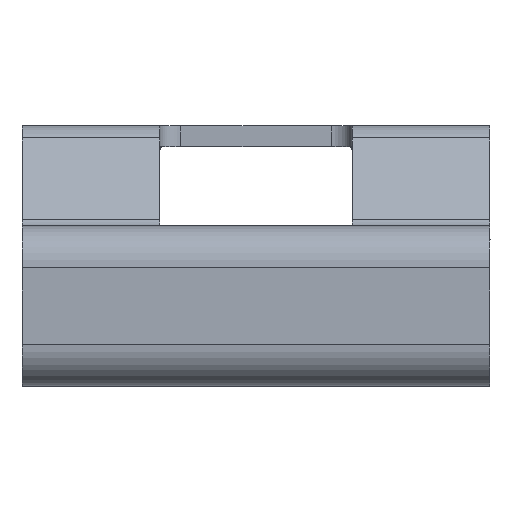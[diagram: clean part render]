
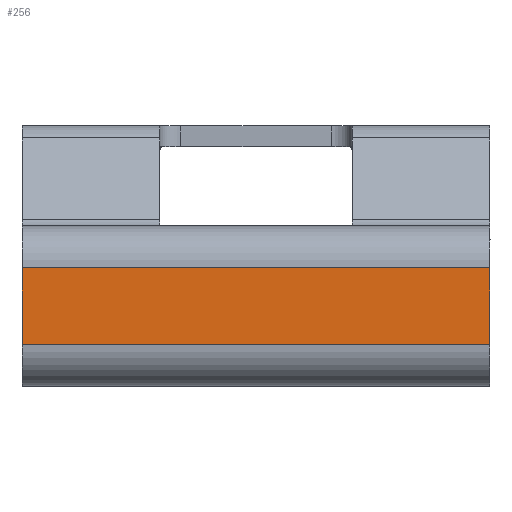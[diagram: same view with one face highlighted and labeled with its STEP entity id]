
A CAD part, left-side view. The second image highlights one B-rep face of the part: STEP entity #256.
In plain terms, the highlighted planar face has unit normal (-1, 0, 0).
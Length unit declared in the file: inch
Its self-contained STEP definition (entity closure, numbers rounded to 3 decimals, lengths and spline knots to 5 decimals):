
#256=ADVANCED_FACE('',(#366),#300,.T.);
#300=PLANE('',#1673);
#366=FACE_OUTER_BOUND('',#438,.T.);
#438=EDGE_LOOP('',(#801,#802,#803,#804));
#801=ORIENTED_EDGE('',*,*,#1216,.T.);
#802=ORIENTED_EDGE('',*,*,#1208,.F.);
#803=ORIENTED_EDGE('',*,*,#1215,.F.);
#804=ORIENTED_EDGE('',*,*,#1223,.T.);
#1007=VERTEX_POINT('',#2491);
#1008=VERTEX_POINT('',#2493);
#1014=VERTEX_POINT('',#2507);
#1015=VERTEX_POINT('',#2511);
#1208=EDGE_CURVE('',#1008,#1007,#1368,.T.);
#1215=EDGE_CURVE('',#1014,#1008,#1373,.T.);
#1216=EDGE_CURVE('',#1015,#1007,#1374,.T.);
#1223=EDGE_CURVE('',#1014,#1015,#1379,.T.);
#1368=LINE('',#2494,#1516);
#1373=LINE('',#2508,#1521);
#1374=LINE('',#2510,#1522);
#1379=LINE('',#2524,#1527);
#1516=VECTOR('',#2019,1.);
#1521=VECTOR('',#2030,1.);
#1522=VECTOR('',#2033,1.);
#1527=VECTOR('',#2044,1.);
#1673=AXIS2_PLACEMENT_3D('',#2525,#2045,#2046);
#2019=DIRECTION('',(0.,-1.,0.));
#2030=DIRECTION('',(0.,0.,1.));
#2033=DIRECTION('',(0.,0.,1.));
#2044=DIRECTION('',(0.,-1.,0.));
#2045=DIRECTION('',(-1.,0.,0.));
#2046=DIRECTION('',(0.,0.,1.));
#2491=CARTESIAN_POINT('',(0.,0.,0.14));
#2493=CARTESIAN_POINT('',(0.,0.56,0.14));
#2494=CARTESIAN_POINT('',(0.,0.56,0.14));
#2507=CARTESIAN_POINT('',(0.,0.56,0.048));
#2508=CARTESIAN_POINT('',(0.,0.56,0.048));
#2510=CARTESIAN_POINT('',(0.,0.,0.048));
#2511=CARTESIAN_POINT('',(0.,0.,0.048));
#2524=CARTESIAN_POINT('',(0.,0.28,0.048));
#2525=CARTESIAN_POINT('',(0.,0.28,0.048));
